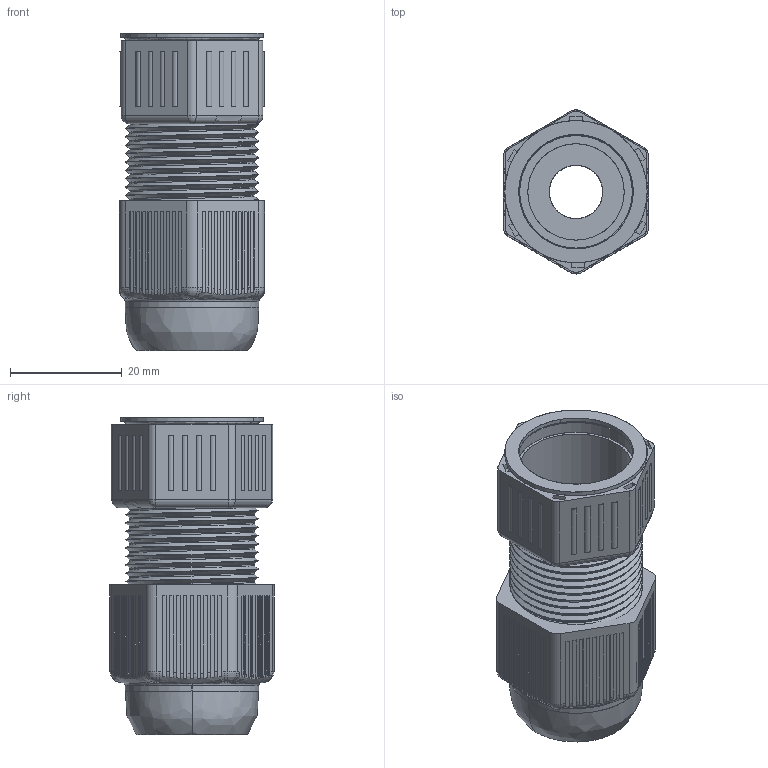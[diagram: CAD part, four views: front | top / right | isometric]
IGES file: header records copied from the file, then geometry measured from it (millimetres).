
Start section: SolidWorks IGES file using analytic representation for surfaces
Global section: file name: GM67X-CS-B_rA3.IGS; native system: SolidWorks 2012; preprocessor: SolidWorks 2012; author: William; date: 130911.113158; units: millimetre
Bounding box: 26 x 29.4 x 56.9 mm (x, y, z)
Surface area: 14500.1 mm2 (no closed solid volume)
Topology: 0 solids, 0 shells, 576 faces, 5391 edges, 5383 vertices
Faces by surface type: bspline 433, revolution 143
